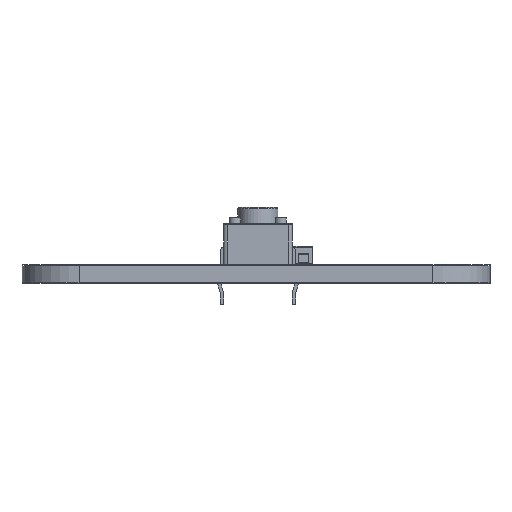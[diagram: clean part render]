
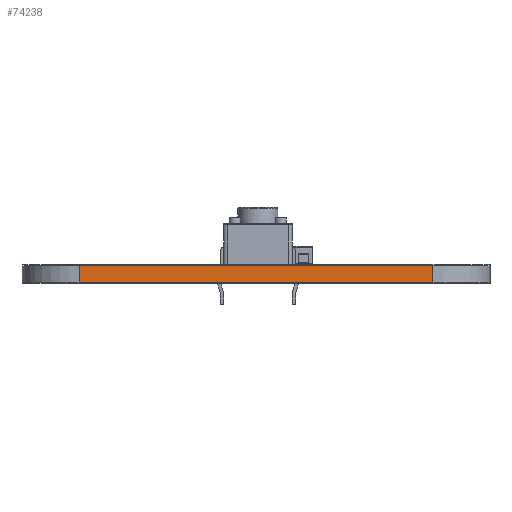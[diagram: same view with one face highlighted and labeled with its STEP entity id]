
A CAD part, left-side view. The second image highlights one B-rep face of the part: STEP entity #74238.
In plain terms, the highlighted planar face has unit normal (-1, 0, 0).
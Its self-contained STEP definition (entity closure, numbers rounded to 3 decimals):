
#73623 = VERTEX_POINT('',#73624);
#73624 = CARTESIAN_POINT('',(92.,-134.,0.));
#73631 = EDGE_CURVE('',#73632,#73623,#73634,.T.);
#73632 = VERTEX_POINT('',#73633);
#73633 = CARTESIAN_POINT('',(92.,-165.,0.));
#73634 = LINE('',#73635,#73636);
#73635 = CARTESIAN_POINT('',(92.,-165.,0.));
#73636 = VECTOR('',#73637,1.);
#73637 = DIRECTION('',(0.,1.,0.));
#73917 = VERTEX_POINT('',#73918);
#73918 = CARTESIAN_POINT('',(92.,-134.,1.51));
#73925 = EDGE_CURVE('',#73926,#73917,#73928,.T.);
#73926 = VERTEX_POINT('',#73927);
#73927 = CARTESIAN_POINT('',(92.,-165.,1.51));
#73928 = LINE('',#73929,#73930);
#73929 = CARTESIAN_POINT('',(92.,-165.,1.51));
#73930 = VECTOR('',#73931,1.);
#73931 = DIRECTION('',(0.,1.,0.));
#74208 = EDGE_CURVE('',#73623,#73917,#74209,.T.);
#74209 = LINE('',#74210,#74211);
#74210 = CARTESIAN_POINT('',(92.,-134.,0.));
#74211 = VECTOR('',#74212,1.);
#74212 = DIRECTION('',(0.,0.,1.));
#74238 = ADVANCED_FACE('',(#74239),#74250,.T.);
#74239 = FACE_BOUND('',#74240,.T.);
#74240 = EDGE_LOOP('',(#74241,#74247,#74248,#74249));
#74241 = ORIENTED_EDGE('',*,*,#74242,.T.);
#74242 = EDGE_CURVE('',#73632,#73926,#74243,.T.);
#74243 = LINE('',#74244,#74245);
#74244 = CARTESIAN_POINT('',(92.,-165.,0.));
#74245 = VECTOR('',#74246,1.);
#74246 = DIRECTION('',(0.,0.,1.));
#74247 = ORIENTED_EDGE('',*,*,#73925,.T.);
#74248 = ORIENTED_EDGE('',*,*,#74208,.F.);
#74249 = ORIENTED_EDGE('',*,*,#73631,.F.);
#74250 = PLANE('',#74251);
#74251 = AXIS2_PLACEMENT_3D('',#74252,#74253,#74254);
#74252 = CARTESIAN_POINT('',(92.,-165.,0.));
#74253 = DIRECTION('',(-1.,0.,0.));
#74254 = DIRECTION('',(0.,1.,0.));
